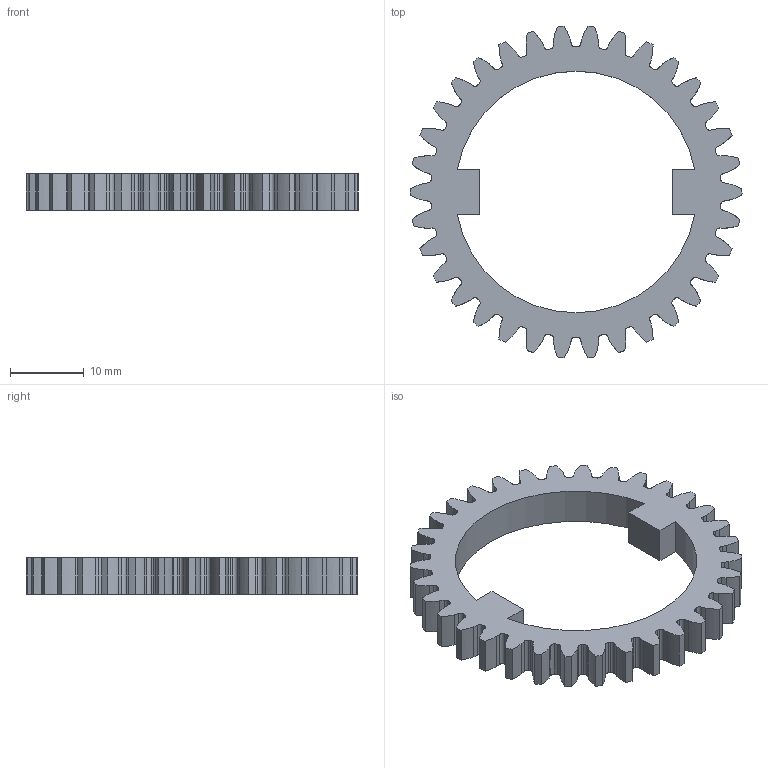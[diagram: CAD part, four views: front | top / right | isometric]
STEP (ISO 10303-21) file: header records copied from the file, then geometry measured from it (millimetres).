
FILE_DESCRIPTION(('FreeCAD Model'),'2;1');
FILE_NAME('Open CASCADE Shape Model','2025-10-11T23:59:20',(''),(''), 'Open CASCADE STEP processor 7.8','FreeCAD','Unknown');
FILE_SCHEMA(('AUTOMOTIVE_DESIGN { 1 0 10303 214 1 1 1 1 }'));
Length unit declared in the file: millimetre
Products named in the file (1): feedbackgear
Bounding box: 45 x 44.89 x 5 mm (x, y, z)
Volume: 3007.4 mm3; surface area: 3093.4 mm2
Topology: 1 solids, 1 shells, 282 faces, 840 edges, 560 vertices
Faces by surface type: cylinder 138, extrusion 136, plane 8
Entity records: 10246 total; most frequent: CARTESIAN_POINT 2907, ORIENTED_EDGE 1680, DIRECTION 1274, EDGE_CURVE 840, VERTEX_POINT 560, VECTOR 428, AXIS2_PLACEMENT_3D 423, B_SPLINE_CURVE_WITH_KNOTS 408
